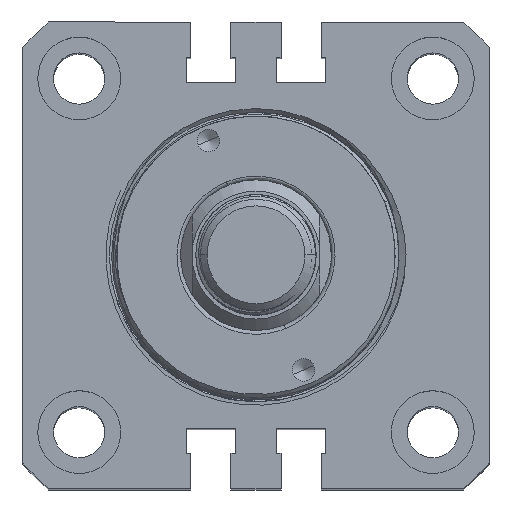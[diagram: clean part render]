
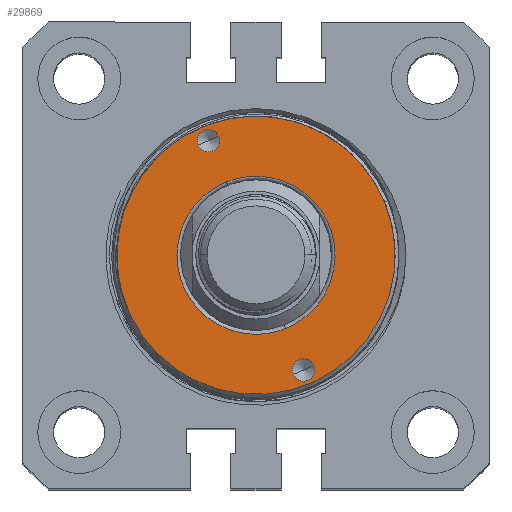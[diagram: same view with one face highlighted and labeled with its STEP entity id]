
A CAD part, top view. The second image highlights one B-rep face of the part: STEP entity #29869.
In plain terms, the highlighted face is planar.
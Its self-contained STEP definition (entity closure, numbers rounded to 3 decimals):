
#362 = ORIENTED_EDGE ( 'NONE', *, *, #27103, .T. ) ;
#490 = DIRECTION ( 'NONE',  ( -1., 0., 0. ) ) ;
#509 = EDGE_CURVE ( 'NONE', #25932, #18869, #25124, .T. ) ;
#808 = FACE_BOUND ( 'NONE', #6245, .T. ) ;
#810 = VERTEX_POINT ( 'NONE', #17596 ) ;
#873 = VERTEX_POINT ( 'NONE', #25891 ) ;
#1167 = CARTESIAN_POINT ( 'NONE',  ( 0., -10.5, -25. ) ) ;
#1647 = EDGE_CURVE ( 'NONE', #18869, #810, #31721, .T. ) ;
#2122 = VERTEX_POINT ( 'NONE', #7021 ) ;
#2257 = ORIENTED_EDGE ( 'NONE', *, *, #31888, .T. ) ;
#2391 = CARTESIAN_POINT ( 'NONE',  ( 0.034, -10.5, -25. ) ) ;
#2653 = VERTEX_POINT ( 'NONE', #3263 ) ;
#2676 = CARTESIAN_POINT ( 'NONE',  ( 18.482, -0.417, -25. ) ) ;
#2702 = CARTESIAN_POINT ( 'NONE',  ( 0., 16.5, -25. ) ) ;
#2932 = AXIS2_PLACEMENT_3D ( 'NONE', #18003, #4193, #4306 ) ;
#2973 = ORIENTED_EDGE ( 'NONE', *, *, #27555, .T. ) ;
#3203 = CARTESIAN_POINT ( 'NONE',  ( 18.482, -0.417, -25. ) ) ;
#3263 = CARTESIAN_POINT ( 'NONE',  ( 18.499, 0.184, -25. ) ) ;
#3980 = B_SPLINE_CURVE_WITH_KNOTS ( 'NONE', 3,
 ( #19710, #23115, #9580, #22879 ),
 .UNSPECIFIED., .F., .F.,
 ( 4, 4 ),
 ( 0., 1. ),
 .UNSPECIFIED. ) ;
#4012 = CARTESIAN_POINT ( 'NONE',  ( 0., -16.5, -25. ) ) ;
#4044 = CARTESIAN_POINT ( 'NONE',  ( 0.102, -10.5, -25. ) ) ;
#4132 = CIRCLE ( 'NONE', #34291, 1.5 ) ;
#4193 = DIRECTION ( 'NONE',  ( 0., 0., -1. ) ) ;
#4228 = FACE_BOUND ( 'NONE', #32079, .T. ) ;
#4306 = DIRECTION ( 'NONE',  ( 1., 0., 0. ) ) ;
#4702 = CARTESIAN_POINT ( 'NONE',  ( 0., 10.5, -25. ) ) ;
#4819 = CIRCLE ( 'NONE', #12169, 18.5 ) ;
#4820 = EDGE_LOOP ( 'NONE', ( #25490, #362 ) ) ;
#4835 =( BOUNDED_CURVE ( )  B_SPLINE_CURVE ( 3, ( #32393, #29811, #5748, #13598 ),
 .UNSPECIFIED., .F., .F. ) 
 B_SPLINE_CURVE_WITH_KNOTS ( ( 4, 4 ),
 ( 0., 0.997 ),
 .UNSPECIFIED. ) 
 CURVE ( )  GEOMETRIC_REPRESENTATION_ITEM ( )  RATIONAL_B_SPLINE_CURVE ( ( 1., 0.337, 0.337, 1. ) ) 
 REPRESENTATION_ITEM ( '' )  );
#5020 = EDGE_CURVE ( 'NONE', #810, #2653, #4819, .T. ) ;
#5322 = DIRECTION ( 'NONE',  ( 0., 0., 1. ) ) ;
#5428 = DIRECTION ( 'NONE',  ( -1., 0., 0. ) ) ;
#5542 = CARTESIAN_POINT ( 'NONE',  ( 0., -16.5, -25. ) ) ;
#5748 = CARTESIAN_POINT ( 'NONE',  ( 20.898, -10.297, -25. ) ) ;
#5772 = DIRECTION ( 'NONE',  ( 1., 0., 0. ) ) ;
#5808 = CARTESIAN_POINT ( 'NONE',  ( 18.479, -0.818, -25. ) ) ;
#6245 = EDGE_LOOP ( 'NONE', ( #30243, #2257 ) ) ;
#6277 = CARTESIAN_POINT ( 'NONE',  ( 18.482, -0.617, -25. ) ) ;
#7021 = CARTESIAN_POINT ( 'NONE',  ( 1.5, -16.5, -25. ) ) ;
#7175 = VERTEX_POINT ( 'NONE', #25314 ) ;
#8214 = AXIS2_PLACEMENT_3D ( 'NONE', #29896, #26789, #10399 ) ;
#8415 = CARTESIAN_POINT ( 'NONE',  ( 0., 0., -25. ) ) ;
#9580 = CARTESIAN_POINT ( 'NONE',  ( 18.492, -0.217, -25. ) ) ;
#9838 = DIRECTION ( 'NONE',  ( 1., 0., 0. ) ) ;
#9971 = ORIENTED_EDGE ( 'NONE', *, *, #19132, .F. ) ;
#10173 = EDGE_CURVE ( 'NONE', #16283, #873, #14691, .T. ) ;
#10399 = DIRECTION ( 'NONE',  ( -1., 0., 0. ) ) ;
#10606 = CARTESIAN_POINT ( 'NONE',  ( 0.068, -10.5, -25. ) ) ;
#11376 = ORIENTED_EDGE ( 'NONE', *, *, #25892, .F. ) ;
#11377 = DIRECTION ( 'NONE',  ( 0., 0., -1. ) ) ;
#11975 = AXIS2_PLACEMENT_3D ( 'NONE', #4012, #26116, #9838 ) ;
#12004 = EDGE_CURVE ( 'NONE', #12627, #7175, #24708, .T. ) ;
#12169 = AXIS2_PLACEMENT_3D ( 'NONE', #8415, #11377, #16758 ) ;
#12395 = CIRCLE ( 'NONE', #8214, 1.5 ) ;
#12627 = VERTEX_POINT ( 'NONE', #4044 ) ;
#12905 = ORIENTED_EDGE ( 'NONE', *, *, #5020, .T. ) ;
#13145 = CARTESIAN_POINT ( 'NONE',  ( -1.5, -16.5, -25. ) ) ;
#13482 = VERTEX_POINT ( 'NONE', #13145 ) ;
#13598 = CARTESIAN_POINT ( 'NONE',  ( 0.102, -10.5, -25. ) ) ;
#13919 = CIRCLE ( 'NONE', #11975, 1.5 ) ;
#14691 = CIRCLE ( 'NONE', #26802, 1.5 ) ;
#14871 = CARTESIAN_POINT ( 'NONE',  ( -20.898, 10.297, -25. ) ) ;
#16283 = VERTEX_POINT ( 'NONE', #27790 ) ;
#16758 = DIRECTION ( 'NONE',  ( 1., 0., 0. ) ) ;
#16824 = DIRECTION ( 'NONE',  ( 0., 0., -1. ) ) ;
#17053 = PLANE ( 'NONE',  #29698 ) ;
#17596 = CARTESIAN_POINT ( 'NONE',  ( -18.5, 0., -25. ) ) ;
#17834 = ORIENTED_EDGE ( 'NONE', *, *, #12004, .F. ) ;
#17841 = CARTESIAN_POINT ( 'NONE',  ( -0.102, 10.5, -25. ) ) ;
#18003 = CARTESIAN_POINT ( 'NONE',  ( 0., 0., -25. ) ) ;
#18344 = CARTESIAN_POINT ( 'NONE',  ( 0., -10.5, -25. ) ) ;
#18856 = VERTEX_POINT ( 'NONE', #22201 ) ;
#18869 = VERTEX_POINT ( 'NONE', #19617 ) ;
#19132 = EDGE_CURVE ( 'NONE', #18856, #25862, #21375, .T. ) ;
#19577 = FACE_OUTER_BOUND ( 'NONE', #28160, .T. ) ;
#19617 = CARTESIAN_POINT ( 'NONE',  ( 18.472, -1.018, -24.999 ) ) ;
#19710 = CARTESIAN_POINT ( 'NONE',  ( 18.499, 0.184, -25. ) ) ;
#20457 = CARTESIAN_POINT ( 'NONE',  ( -20.797, -10.5, -25. ) ) ;
#20753 = CARTESIAN_POINT ( 'NONE',  ( -0.068, 10.5, -25. ) ) ;
#21375 =( BOUNDED_CURVE ( )  B_SPLINE_CURVE ( 3, ( #34303, #20753, #23027, #28515 ),
 .UNSPECIFIED., .F., .F. ) 
 B_SPLINE_CURVE_WITH_KNOTS ( ( 4, 4 ),
 ( 0.997, 1. ),
 .UNSPECIFIED. ) 
 CURVE ( )  GEOMETRIC_REPRESENTATION_ITEM ( )  RATIONAL_B_SPLINE_CURVE ( ( 1., 1., 1., 1. ) ) 
 REPRESENTATION_ITEM ( '' )  );
#21710 = DIRECTION ( 'NONE',  ( 0., 0., 1. ) ) ;
#22201 = CARTESIAN_POINT ( 'NONE',  ( -0.102, 10.5, -25. ) ) ;
#22729 = ORIENTED_EDGE ( 'NONE', *, *, #24820, .F. ) ;
#22879 = CARTESIAN_POINT ( 'NONE',  ( 18.482, -0.417, -25. ) ) ;
#23027 = CARTESIAN_POINT ( 'NONE',  ( -0.034, 10.5, -25. ) ) ;
#23115 = CARTESIAN_POINT ( 'NONE',  ( 18.497, -0.017, -25. ) ) ;
#24388 = ORIENTED_EDGE ( 'NONE', *, *, #1647, .T. ) ;
#24708 =( BOUNDED_CURVE ( )  B_SPLINE_CURVE ( 3, ( #29410, #10606, #2391, #18344 ),
 .UNSPECIFIED., .F., .F. ) 
 B_SPLINE_CURVE_WITH_KNOTS ( ( 4, 4 ),
 ( 0.997, 1. ),
 .UNSPECIFIED. ) 
 CURVE ( )  GEOMETRIC_REPRESENTATION_ITEM ( )  RATIONAL_B_SPLINE_CURVE ( ( 1., 1., 1., 1. ) ) 
 REPRESENTATION_ITEM ( '' )  );
#24820 = EDGE_CURVE ( 'NONE', #7175, #18856, #25351, .T. ) ;
#25096 = CARTESIAN_POINT ( 'NONE',  ( 18.472, -1.018, -24.999 ) ) ;
#25124 = B_SPLINE_CURVE_WITH_KNOTS ( 'NONE', 3,
 ( #3203, #6277, #5808, #25096 ),
 .UNSPECIFIED., .F., .F.,
 ( 4, 4 ),
 ( 0., 1. ),
 .UNSPECIFIED. ) ;
#25314 = CARTESIAN_POINT ( 'NONE',  ( 0., -10.5, -25. ) ) ;
#25351 =( BOUNDED_CURVE ( )  B_SPLINE_CURVE ( 3, ( #1167, #20457, #14871, #17841 ),
 .UNSPECIFIED., .F., .F. ) 
 B_SPLINE_CURVE_WITH_KNOTS ( ( 4, 4 ),
 ( 0., 0.997 ),
 .UNSPECIFIED. ) 
 CURVE ( )  GEOMETRIC_REPRESENTATION_ITEM ( )  RATIONAL_B_SPLINE_CURVE ( ( 1., 0.337, 0.337, 1. ) ) 
 REPRESENTATION_ITEM ( '' )  );
#25490 = ORIENTED_EDGE ( 'NONE', *, *, #10173, .T. ) ;
#25862 = VERTEX_POINT ( 'NONE', #4702 ) ;
#25891 = CARTESIAN_POINT ( 'NONE',  ( 1.5, 16.5, -25. ) ) ;
#25892 = EDGE_CURVE ( 'NONE', #25862, #12627, #4835, .T. ) ;
#25932 = VERTEX_POINT ( 'NONE', #2676 ) ;
#26116 = DIRECTION ( 'NONE',  ( 0., 0., 1. ) ) ;
#26789 = DIRECTION ( 'NONE',  ( 0., 0., 1. ) ) ;
#26800 = FACE_BOUND ( 'NONE', #4820, .T. ) ;
#26802 = AXIS2_PLACEMENT_3D ( 'NONE', #2702, #21710, #5428 ) ;
#27103 = EDGE_CURVE ( 'NONE', #873, #16283, #12395, .T. ) ;
#27555 = EDGE_CURVE ( 'NONE', #2653, #25932, #3980, .T. ) ;
#27790 = CARTESIAN_POINT ( 'NONE',  ( -1.5, 16.5, -25. ) ) ;
#28160 = EDGE_LOOP ( 'NONE', ( #24388, #12905, #2973, #33556 ) ) ;
#28515 = CARTESIAN_POINT ( 'NONE',  ( 0., 10.5, -25. ) ) ;
#29410 = CARTESIAN_POINT ( 'NONE',  ( 0.102, -10.5, -25. ) ) ;
#29698 = AXIS2_PLACEMENT_3D ( 'NONE', #30248, #16824, #490 ) ;
#29811 = CARTESIAN_POINT ( 'NONE',  ( 20.797, 10.5, -25. ) ) ;
#29869 = ADVANCED_FACE ( 'NONE', ( #808, #26800, #4228, #19577 ), #17053, .T. ) ;
#29896 = CARTESIAN_POINT ( 'NONE',  ( 0., 16.5, -25. ) ) ;
#30243 = ORIENTED_EDGE ( 'NONE', *, *, #33401, .T. ) ;
#30248 = CARTESIAN_POINT ( 'NONE',  ( 0., 0., -25. ) ) ;
#31721 = CIRCLE ( 'NONE', #2932, 18.5 ) ;
#31888 = EDGE_CURVE ( 'NONE', #13482, #2122, #13919, .T. ) ;
#32079 = EDGE_LOOP ( 'NONE', ( #11376, #9971, #22729, #17834 ) ) ;
#32393 = CARTESIAN_POINT ( 'NONE',  ( 0., 10.5, -25. ) ) ;
#33401 = EDGE_CURVE ( 'NONE', #2122, #13482, #4132, .T. ) ;
#33556 = ORIENTED_EDGE ( 'NONE', *, *, #509, .T. ) ;
#34291 = AXIS2_PLACEMENT_3D ( 'NONE', #5542, #5322, #5772 ) ;
#34303 = CARTESIAN_POINT ( 'NONE',  ( -0.102, 10.5, -25. ) ) ;
